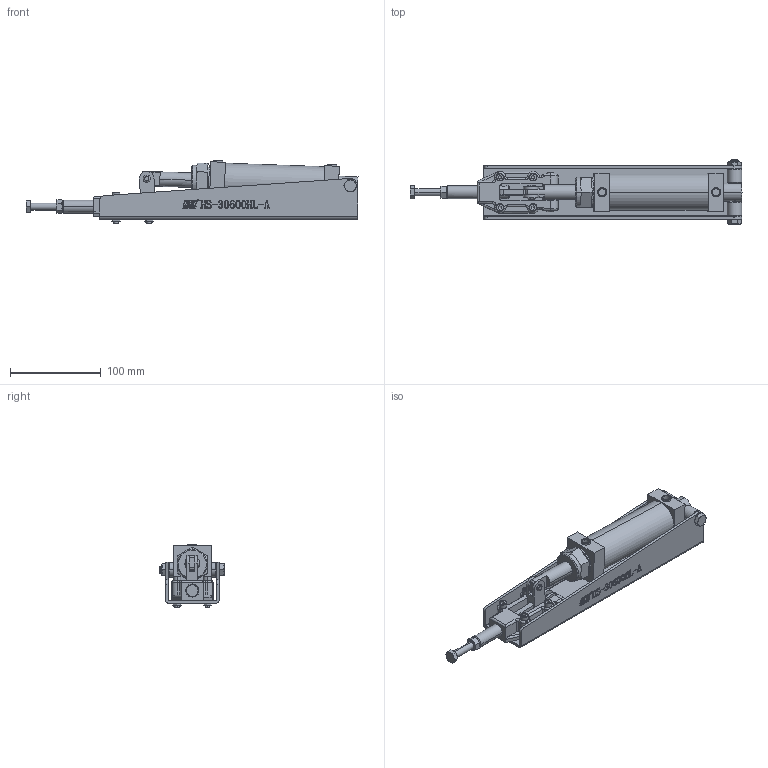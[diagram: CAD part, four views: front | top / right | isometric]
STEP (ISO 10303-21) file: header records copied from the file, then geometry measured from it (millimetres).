
FILE_DESCRIPTION (( 'STEP AP203' ), '1' );
FILE_NAME ('HS-30600HL-A .STEP', '2019-10-11T03:48:46', ( '微软用户' ), ( '微软中国' ), 'SwSTEP 2.0', 'SolidWorks 2012', '' );
FILE_SCHEMA (( 'CONFIG_CONTROL_DESIGN' ));
Products named in the file (18): HS-30600HL-A ; hexagon thin nut (grades a and b) as_AS 1112.4 AB- M5-N; hexagon socket head cap screw_as_AS 1420 - M5 x 30-N; hex nuts, style 1-grades ab gb_GB_FASTENER_NUT_SNAB1 M8-N; hexagon head bolts-full thread gb_GB_FASTENER_BOLT_STBAB A M8X65-N; 种杶; 蹟譫; hex thin nuts-grades ab-chamfered gb_GB_FASTENER_NUT_STNAB M8-N; 种2; 种1; 蟀裝2; 蚐詰; 挴裝; 蟀裝; 活塞杆; 菁釱; 菁殤
Assembly tree (26 placements, depth 2):
  HS-30600HL-A 
    菁殤
    菁釱
    活塞杆
    蟀裝
    挴裝
    蚐詰
    蟀裝2
    种1  x2
    种2
    hexagon head bolts-full thread gb_GB_FASTENER_BOLT_STBAB A M8X65-N
    hex thin nuts-grades ab-chamfered gb_GB_FASTENER_NUT_STNAB M8-N
    蹟譫
    种杶  x2
    hexagon head bolts-full thread gb_GB_FASTENER_BOLT_STBAB A M8X65-N  x2
    hex nuts, style 1-grades ab gb_GB_FASTENER_NUT_SNAB1 M8-N
    hexagon socket head cap screw_as_AS 1420 - M5 x 30-N  x4
    hexagon thin nut (grades a and b) as_AS 1112.4 AB- M5-N  x4
Bounding box: 365.34 x 70.45 x 70.24 mm (x, y, z)
Volume: 427746.6 mm3; surface area: 154058.1 mm2
Topology: 26 solids, 26 shells, 1090 faces, 2709 edges, 1718 vertices
Faces by surface type: plane 491, cylinder 233, bspline 203, cone 147, torus 16
Entity records: 37142 total; most frequent: CARTESIAN_POINT 14860, ORIENTED_EDGE 4468, DIRECTION 3633, EDGE_CURVE 2234, VERTEX_POINT 1447, VECTOR 1251, LINE 1251, AXIS2_PLACEMENT_3D 1191
